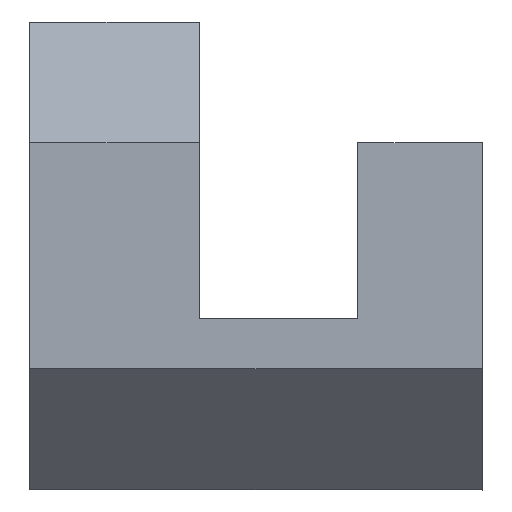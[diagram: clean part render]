
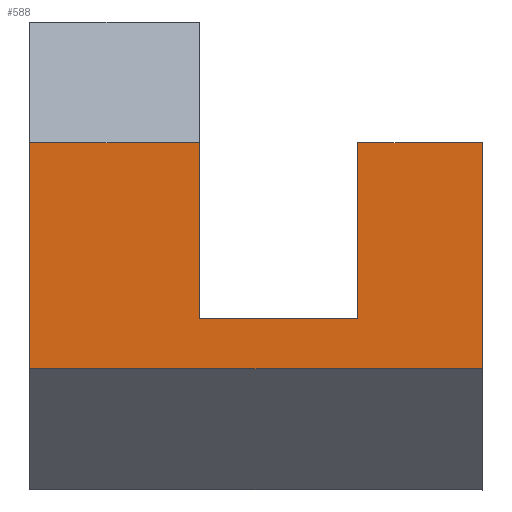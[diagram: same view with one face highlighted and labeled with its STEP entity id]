
A CAD part, top view. The second image highlights one B-rep face of the part: STEP entity #588.
In plain terms, the highlighted planar face has unit normal (0, 0, 1).
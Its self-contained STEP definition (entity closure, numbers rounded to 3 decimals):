
#40=PLANE('',#647);
#73=FACE_OUTER_BOUND('',#106,.T.);
#106=EDGE_LOOP('',(#522,#523,#524,#525,#526,#527,#528,#529));
#121=LINE('',#839,#189);
#124=LINE('',#844,#192);
#127=LINE('',#850,#195);
#136=LINE('',#873,#204);
#143=LINE('',#886,#211);
#165=LINE('',#945,#233);
#170=LINE('',#955,#238);
#177=LINE('',#967,#245);
#189=VECTOR('',#679,10.);
#192=VECTOR('',#684,10.);
#195=VECTOR('',#689,10.);
#204=VECTOR('',#710,10.);
#211=VECTOR('',#719,10.);
#233=VECTOR('',#777,10.);
#238=VECTOR('',#786,10.);
#245=VECTOR('',#795,10.);
#270=VERTEX_POINT('',#836);
#271=VERTEX_POINT('',#838);
#272=VERTEX_POINT('',#842);
#274=VERTEX_POINT('',#848);
#282=VERTEX_POINT('',#872);
#287=VERTEX_POINT('',#884);
#306=VERTEX_POINT('',#944);
#309=VERTEX_POINT('',#954);
#325=EDGE_CURVE('',#271,#270,#121,.T.);
#328=EDGE_CURVE('',#270,#272,#124,.T.);
#331=EDGE_CURVE('',#274,#272,#127,.T.);
#342=EDGE_CURVE('',#271,#282,#136,.T.);
#349=EDGE_CURVE('',#274,#287,#143,.T.);
#377=EDGE_CURVE('',#282,#306,#165,.T.);
#382=EDGE_CURVE('',#309,#306,#170,.T.);
#389=EDGE_CURVE('',#309,#287,#177,.T.);
#522=ORIENTED_EDGE('',*,*,#377,.F.);
#523=ORIENTED_EDGE('',*,*,#342,.F.);
#524=ORIENTED_EDGE('',*,*,#325,.T.);
#525=ORIENTED_EDGE('',*,*,#328,.T.);
#526=ORIENTED_EDGE('',*,*,#331,.F.);
#527=ORIENTED_EDGE('',*,*,#349,.T.);
#528=ORIENTED_EDGE('',*,*,#389,.F.);
#529=ORIENTED_EDGE('',*,*,#382,.T.);
#588=ADVANCED_FACE('',(#73),#40,.T.);
#647=AXIS2_PLACEMENT_3D('',#971,#800,#801);
#679=DIRECTION('',(-1.,0.,0.));
#684=DIRECTION('',(0.,-1.,0.));
#689=DIRECTION('',(1.,0.,0.));
#710=DIRECTION('',(0.,-1.,0.));
#719=DIRECTION('',(0.,1.,0.));
#777=DIRECTION('',(-1.,0.,0.));
#786=DIRECTION('',(0.,-1.,0.));
#795=DIRECTION('',(1.,0.,0.));
#800=DIRECTION('center_axis',(0.,0.,1.));
#801=DIRECTION('ref_axis',(-1.,0.,0.));
#836=CARTESIAN_POINT('',(-23.921,6.,28.5));
#838=CARTESIAN_POINT('',(-17.321,6.,28.5));
#839=CARTESIAN_POINT('',(-17.321,6.,28.5));
#842=CARTESIAN_POINT('',(-23.921,-3.317,28.5));
#844=CARTESIAN_POINT('',(-23.921,-0.987,28.5));
#848=CARTESIAN_POINT('',(-32.321,-3.317,28.5));
#850=CARTESIAN_POINT('',(-32.321,-3.317,28.5));
#872=CARTESIAN_POINT('',(-17.321,-6.001,28.5));
#873=CARTESIAN_POINT('',(-17.321,-5.588,28.5));
#884=CARTESIAN_POINT('',(-32.321,6.001,28.5));
#886=CARTESIAN_POINT('',(-32.321,-6.2,28.5));
#944=CARTESIAN_POINT('',(-41.321,-6.001,28.5));
#945=CARTESIAN_POINT('',(-39.071,-6.001,28.5));
#954=CARTESIAN_POINT('',(-41.321,6.001,28.5));
#955=CARTESIAN_POINT('',(-41.321,6.201,28.5));
#967=CARTESIAN_POINT('',(-34.571,6.001,28.5));
#971=CARTESIAN_POINT('Origin',(-36.821,0.,28.5));
